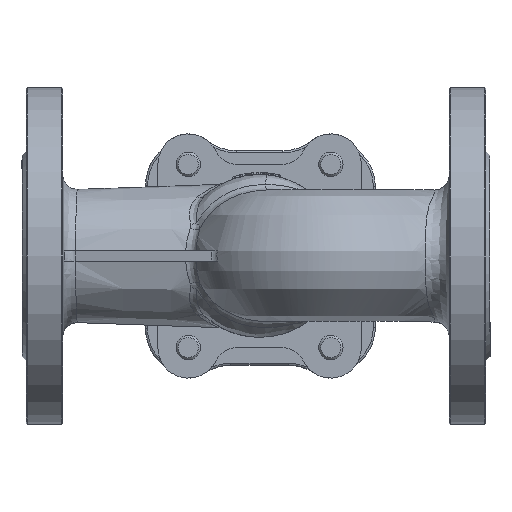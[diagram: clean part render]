
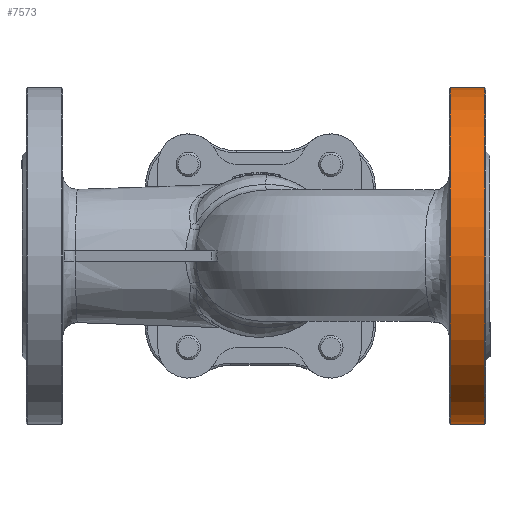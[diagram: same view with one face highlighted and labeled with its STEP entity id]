
A CAD part, front view. The second image highlights one B-rep face of the part: STEP entity #7573.
In plain terms, the highlighted cylindrical face has radius 83 mm (diameter 166 mm), a full revolution.
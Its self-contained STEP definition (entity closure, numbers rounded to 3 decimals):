
#961=LINE('',#20736,#1356);
#1356=VECTOR('',#10357,83.);
#1551=CYLINDRICAL_SURFACE('',#8507,83.);
#1914=FACE_OUTER_BOUND('',#2434,.T.);
#2434=EDGE_LOOP('',(#6443,#6444,#6445,#6446,#6447,#6448));
#2913=CIRCLE('',#8505,83.);
#2914=CIRCLE('',#8506,83.);
#2915=CIRCLE('',#8508,83.);
#2916=CIRCLE('',#8509,83.);
#3549=VERTEX_POINT('',#20729);
#3550=VERTEX_POINT('',#20731);
#3551=VERTEX_POINT('',#20735);
#3552=VERTEX_POINT('',#20737);
#4530=EDGE_CURVE('',#3550,#3549,#2913,.T.);
#4531=EDGE_CURVE('',#3549,#3550,#2914,.T.);
#4532=EDGE_CURVE('',#3550,#3551,#961,.T.);
#4533=EDGE_CURVE('',#3551,#3552,#2915,.T.);
#4534=EDGE_CURVE('',#3552,#3551,#2916,.T.);
#6443=ORIENTED_EDGE('',*,*,#4531,.T.);
#6444=ORIENTED_EDGE('',*,*,#4532,.T.);
#6445=ORIENTED_EDGE('',*,*,#4533,.T.);
#6446=ORIENTED_EDGE('',*,*,#4534,.T.);
#6447=ORIENTED_EDGE('',*,*,#4532,.F.);
#6448=ORIENTED_EDGE('',*,*,#4530,.T.);
#7573=ADVANCED_FACE('',(#1914),#1551,.T.);
#8505=AXIS2_PLACEMENT_3D('',#20732,#10351,#10352);
#8506=AXIS2_PLACEMENT_3D('',#20733,#10353,#10354);
#8507=AXIS2_PLACEMENT_3D('',#20734,#10355,#10356);
#8508=AXIS2_PLACEMENT_3D('',#20738,#10358,#10359);
#8509=AXIS2_PLACEMENT_3D('',#20739,#10360,#10361);
#10351=DIRECTION('center_axis',(1.,0.,0.));
#10352=DIRECTION('ref_axis',(0.,0.,1.));
#10353=DIRECTION('center_axis',(1.,0.,0.));
#10354=DIRECTION('ref_axis',(0.,0.,1.));
#10355=DIRECTION('center_axis',(1.,0.,0.));
#10356=DIRECTION('ref_axis',(0.,0.,-1.));
#10357=DIRECTION('',(1.,0.,0.));
#10358=DIRECTION('center_axis',(-1.,0.,0.));
#10359=DIRECTION('ref_axis',(0.,0.,1.));
#10360=DIRECTION('center_axis',(-1.,0.,0.));
#10361=DIRECTION('ref_axis',(0.,0.,1.));
#20729=CARTESIAN_POINT('',(210.5,0.,-83.));
#20731=CARTESIAN_POINT('',(210.5,0.,83.));
#20732=CARTESIAN_POINT('Origin',(210.5,0.,0.));
#20733=CARTESIAN_POINT('Origin',(210.5,0.,0.));
#20734=CARTESIAN_POINT('Origin',(228.,0.,0.));
#20735=CARTESIAN_POINT('',(227.5,0.,83.));
#20736=CARTESIAN_POINT('',(228.,0.,83.));
#20737=CARTESIAN_POINT('',(227.5,0.,-83.));
#20738=CARTESIAN_POINT('Origin',(227.5,0.,0.));
#20739=CARTESIAN_POINT('Origin',(227.5,0.,0.));
